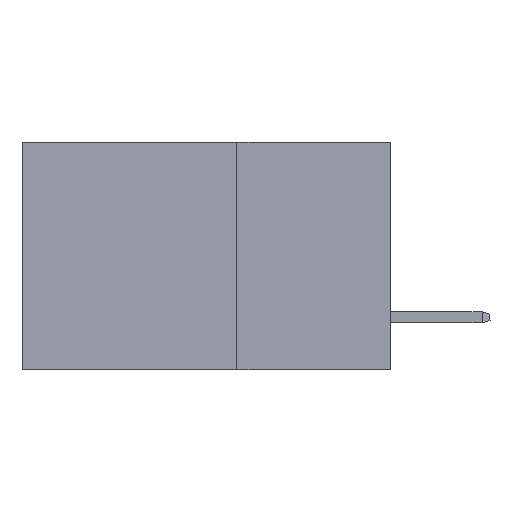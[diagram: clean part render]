
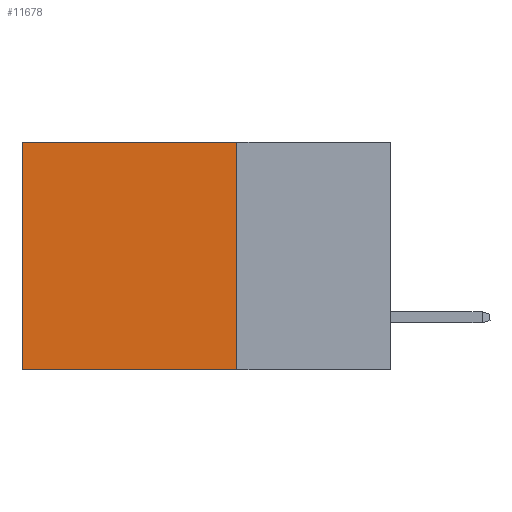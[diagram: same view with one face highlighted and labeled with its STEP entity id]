
A CAD part, left-side view. The second image highlights one B-rep face of the part: STEP entity #11678.
In plain terms, the highlighted planar face has unit normal (-1, 0, 0).
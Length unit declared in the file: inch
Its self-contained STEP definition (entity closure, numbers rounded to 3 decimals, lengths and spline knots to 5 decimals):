
#741 = CARTESIAN_POINT ( 'NONE',  ( 0.2875, 0.25, 0. ) ) ;
#1115 = AXIS2_PLACEMENT_3D ( 'NONE', #741, #9515, #3071 ) ;
#1369 = CARTESIAN_POINT ( 'NONE',  ( 0.2875, 0.25, 0. ) ) ;
#2465 = ORIENTED_EDGE ( 'NONE', *, *, #14428, .F. ) ;
#2964 = CARTESIAN_POINT ( 'NONE',  ( 0.2875, 0.6, 0. ) ) ;
#3071 = DIRECTION ( 'NONE',  ( 0., 0., -1. ) ) ;
#3265 = EDGE_CURVE ( 'NONE', #4733, #4753, #7005, .T. ) ;
#3490 = DIRECTION ( 'NONE',  ( 0., 1., 0. ) ) ;
#3543 = EDGE_CURVE ( 'NONE', #11706, #4753, #11264, .T. ) ;
#3786 = ORIENTED_EDGE ( 'NONE', *, *, #3265, .T. ) ;
#3845 = LINE ( 'NONE', #1369, #15895 ) ;
#4423 = CARTESIAN_POINT ( 'NONE',  ( 0.2875, 0.25, -0.37 ) ) ;
#4454 = VECTOR ( 'NONE', #3490, 39.37008 ) ;
#4651 = EDGE_CURVE ( 'NONE', #12256, #4733, #3845, .T. ) ;
#4694 = VECTOR ( 'NONE', #8890, 39.37008 ) ;
#4733 = VERTEX_POINT ( 'NONE', #13777 ) ;
#4753 = VERTEX_POINT ( 'NONE', #11291 ) ;
#5094 = DIRECTION ( 'NONE',  ( 0., 1., 0. ) ) ;
#5500 = LINE ( 'NONE', #8761, #4694 ) ;
#5747 = PLANE ( 'NONE',  #1115 ) ;
#7005 = LINE ( 'NONE', #2964, #12429 ) ;
#8761 = CARTESIAN_POINT ( 'NONE',  ( 0.2875, 0.25, 0. ) ) ;
#8890 = DIRECTION ( 'NONE',  ( 0., 0., -1. ) ) ;
#9515 = DIRECTION ( 'NONE',  ( 1., 0., 0. ) ) ;
#10578 = ORIENTED_EDGE ( 'NONE', *, *, #4651, .T. ) ;
#11264 = LINE ( 'NONE', #13243, #4454 ) ;
#11291 = CARTESIAN_POINT ( 'NONE',  ( 0.2875, 0.6, -0.37 ) ) ;
#11678 = ADVANCED_FACE ( 'NONE', ( #12000 ), #5747, .F. ) ;
#11706 = VERTEX_POINT ( 'NONE', #4423 ) ;
#12000 = FACE_OUTER_BOUND ( 'NONE', #13701, .T. ) ;
#12256 = VERTEX_POINT ( 'NONE', #15853 ) ;
#12429 = VECTOR ( 'NONE', #13024, 39.37008 ) ;
#13024 = DIRECTION ( 'NONE',  ( 0., 0., -1. ) ) ;
#13243 = CARTESIAN_POINT ( 'NONE',  ( 0.2875, 0.25, -0.37 ) ) ;
#13701 = EDGE_LOOP ( 'NONE', ( #3786, #16138, #2465, #10578 ) ) ;
#13777 = CARTESIAN_POINT ( 'NONE',  ( 0.2875, 0.6, 0. ) ) ;
#14428 = EDGE_CURVE ( 'NONE', #12256, #11706, #5500, .T. ) ;
#15853 = CARTESIAN_POINT ( 'NONE',  ( 0.2875, 0.25, 0. ) ) ;
#15895 = VECTOR ( 'NONE', #5094, 39.37008 ) ;
#16138 = ORIENTED_EDGE ( 'NONE', *, *, #3543, .F. ) ;
